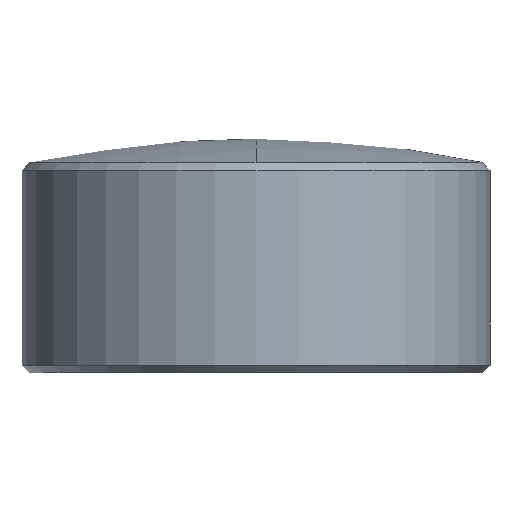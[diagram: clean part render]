
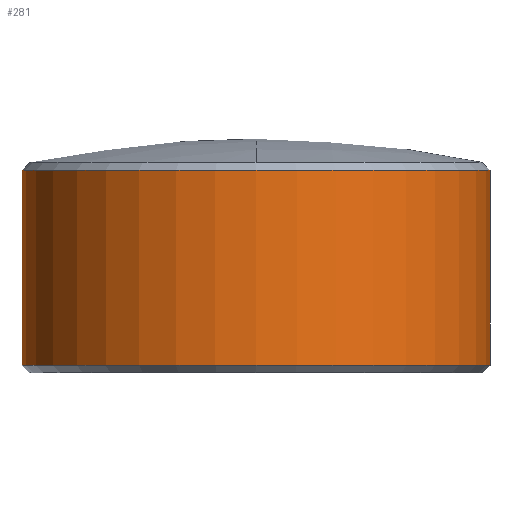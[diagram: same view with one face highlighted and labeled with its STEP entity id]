
A CAD part, front view. The second image highlights one B-rep face of the part: STEP entity #281.
In plain terms, the highlighted cylindrical face has radius 1.5 mm (diameter 3 mm), a partial arc.
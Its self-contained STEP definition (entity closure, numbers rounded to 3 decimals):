
#7 = CIRCLE ( 'NONE', #159, 1.5 ) ;
#31 = EDGE_CURVE ( 'NONE', #47, #179, #301, .T. ) ;
#41 = CARTESIAN_POINT ( 'NONE',  ( 1.811, 1.528, 2.714 ) ) ;
#47 = VERTEX_POINT ( 'NONE', #164 ) ;
#65 = EDGE_CURVE ( 'NONE', #47, #314, #313, .T. ) ;
#69 = CARTESIAN_POINT ( 'NONE',  ( 1.811, 1.528, 2.514 ) ) ;
#72 = CARTESIAN_POINT ( 'NONE',  ( 3.311, 1.528, 2.514 ) ) ;
#83 = EDGE_CURVE ( 'NONE', #314, #234, #7, .T. ) ;
#89 = DIRECTION ( 'NONE',  ( 1., 0., 0. ) ) ;
#104 = EDGE_LOOP ( 'NONE', ( #160, #117, #167, #192 ) ) ;
#106 = CYLINDRICAL_SURFACE ( 'NONE', #141, 1.5 ) ;
#115 = DIRECTION ( 'NONE',  ( 1., 0., 0. ) ) ;
#116 = LINE ( 'NONE', #120, #297 ) ;
#117 = ORIENTED_EDGE ( 'NONE', *, *, #31, .T. ) ;
#120 = CARTESIAN_POINT ( 'NONE',  ( 3.311, 1.528, 2.714 ) ) ;
#140 = AXIS2_PLACEMENT_3D ( 'NONE', #142, #302, #115 ) ;
#141 = AXIS2_PLACEMENT_3D ( 'NONE', #41, #265, #147 ) ;
#142 = CARTESIAN_POINT ( 'NONE',  ( 1.811, 1.528, 1.264 ) ) ;
#147 = DIRECTION ( 'NONE',  ( 1., 0., 0. ) ) ;
#159 = AXIS2_PLACEMENT_3D ( 'NONE', #69, #245, #89 ) ;
#160 = ORIENTED_EDGE ( 'NONE', *, *, #65, .F. ) ;
#164 = CARTESIAN_POINT ( 'NONE',  ( 0.311, 1.528, 1.264 ) ) ;
#167 = ORIENTED_EDGE ( 'NONE', *, *, #255, .T. ) ;
#177 = CARTESIAN_POINT ( 'NONE',  ( 3.311, 1.528, 1.264 ) ) ;
#179 = VERTEX_POINT ( 'NONE', #177 ) ;
#192 = ORIENTED_EDGE ( 'NONE', *, *, #83, .F. ) ;
#196 = FACE_OUTER_BOUND ( 'NONE', #104, .T. ) ;
#218 = CARTESIAN_POINT ( 'NONE',  ( 0.311, 1.528, 2.714 ) ) ;
#234 = VERTEX_POINT ( 'NONE', #72 ) ;
#244 = DIRECTION ( 'NONE',  ( 0., 0., 1. ) ) ;
#245 = DIRECTION ( 'NONE',  ( 0., 0., 1. ) ) ;
#250 = DIRECTION ( 'NONE',  ( 0., 0., 1. ) ) ;
#251 = VECTOR ( 'NONE', #244, 1000. ) ;
#255 = EDGE_CURVE ( 'NONE', #179, #234, #116, .T. ) ;
#265 = DIRECTION ( 'NONE',  ( 0., 0., 1. ) ) ;
#267 = CARTESIAN_POINT ( 'NONE',  ( 0.311, 1.528, 2.514 ) ) ;
#281 = ADVANCED_FACE ( 'NONE', ( #196 ), #106, .T. ) ;
#297 = VECTOR ( 'NONE', #250, 1000. ) ;
#301 = CIRCLE ( 'NONE', #140, 1.5 ) ;
#302 = DIRECTION ( 'NONE',  ( 0., 0., 1. ) ) ;
#313 = LINE ( 'NONE', #218, #251 ) ;
#314 = VERTEX_POINT ( 'NONE', #267 ) ;
